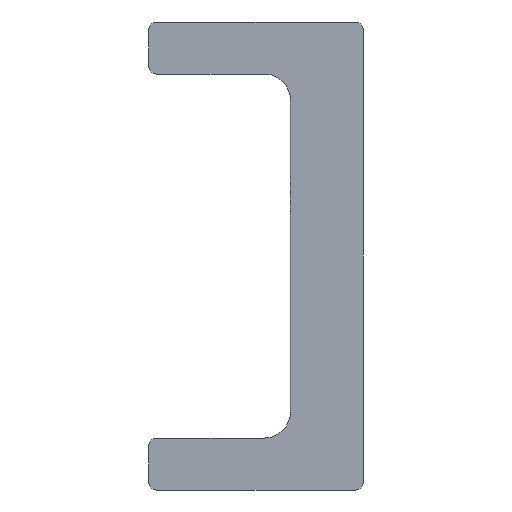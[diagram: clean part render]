
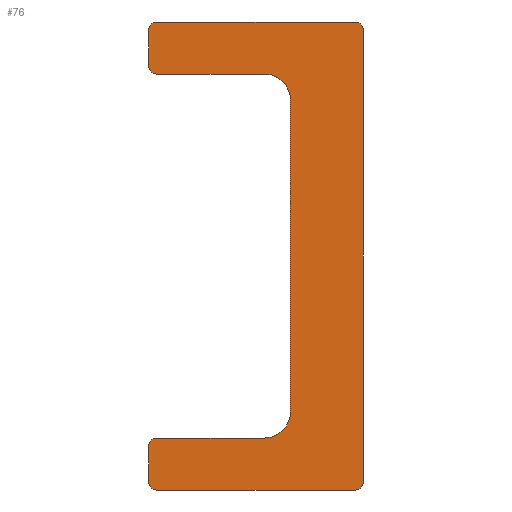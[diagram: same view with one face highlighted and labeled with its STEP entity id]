
A CAD part, front view. The second image highlights one B-rep face of the part: STEP entity #76.
In plain terms, the highlighted planar face has unit normal (0, -1, 0).
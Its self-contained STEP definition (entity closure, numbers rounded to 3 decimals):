
#76 = ADVANCED_FACE( '', ( #165 ), #166, .F. );
#165 = FACE_OUTER_BOUND( '', #256, .T. );
#166 = PLANE( '', #257 );
#256 = EDGE_LOOP( '', ( #399, #400, #401, #402, #403, #404, #405, #406, #407, #408, #409, #410, #411, #412, #413, #414 ) );
#257 = AXIS2_PLACEMENT_3D( '', #415, #416, #417 );
#399 = ORIENTED_EDGE( '', *, *, #553, .F. );
#400 = ORIENTED_EDGE( '', *, *, #538, .T. );
#401 = ORIENTED_EDGE( '', *, *, #499, .F. );
#402 = ORIENTED_EDGE( '', *, *, #522, .T. );
#403 = ORIENTED_EDGE( '', *, *, #556, .F. );
#404 = ORIENTED_EDGE( '', *, *, #548, .T. );
#405 = ORIENTED_EDGE( '', *, *, #557, .F. );
#406 = ORIENTED_EDGE( '', *, *, #558, .T. );
#407 = ORIENTED_EDGE( '', *, *, #527, .F. );
#408 = ORIENTED_EDGE( '', *, *, #517, .T. );
#409 = ORIENTED_EDGE( '', *, *, #512, .F. );
#410 = ORIENTED_EDGE( '', *, *, #509, .T. );
#411 = ORIENTED_EDGE( '', *, *, #559, .F. );
#412 = ORIENTED_EDGE( '', *, *, #560, .T. );
#413 = ORIENTED_EDGE( '', *, *, #543, .F. );
#414 = ORIENTED_EDGE( '', *, *, #561, .T. );
#415 = CARTESIAN_POINT( '', ( -4.125, 0., 9. ) );
#416 = DIRECTION( '', ( 0., 1., 0. ) );
#417 = DIRECTION( '', ( 0., 0., 1. ) );
#499 = EDGE_CURVE( '', #580, #581, #582, .T. );
#509 = EDGE_CURVE( '', #599, #597, #600, .F. );
#512 = EDGE_CURVE( '', #599, #603, #604, .T. );
#517 = EDGE_CURVE( '', #611, #603, #612, .T. );
#522 = EDGE_CURVE( '', #580, #617, #619, .F. );
#527 = EDGE_CURVE( '', #611, #627, #628, .T. );
#538 = EDGE_CURVE( '', #644, #581, #645, .F. );
#543 = EDGE_CURVE( '', #651, #653, #654, .T. );
#548 = EDGE_CURVE( '', #662, #660, #663, .F. );
#553 = EDGE_CURVE( '', #644, #670, #671, .T. );
#556 = EDGE_CURVE( '', #662, #617, #674, .T. );
#557 = EDGE_CURVE( '', #675, #660, #676, .T. );
#558 = EDGE_CURVE( '', #675, #627, #677, .T. );
#559 = EDGE_CURVE( '', #678, #597, #679, .T. );
#560 = EDGE_CURVE( '', #678, #653, #680, .F. );
#561 = EDGE_CURVE( '', #651, #670, #681, .F. );
#580 = VERTEX_POINT( '', #702 );
#581 = VERTEX_POINT( '', #703 );
#582 = LINE( '', #704, #705 );
#597 = VERTEX_POINT( '', #723 );
#599 = VERTEX_POINT( '', #726 );
#600 = CIRCLE( '', #727, 0.3 );
#603 = VERTEX_POINT( '', #731 );
#604 = LINE( '', #732, #733 );
#611 = VERTEX_POINT( '', #742 );
#612 = CIRCLE( '', #743, 1. );
#617 = VERTEX_POINT( '', #749 );
#619 = CIRCLE( '', #752, 0.3 );
#627 = VERTEX_POINT( '', #761 );
#628 = LINE( '', #762, #763 );
#644 = VERTEX_POINT( '', #780 );
#645 = CIRCLE( '', #781, 0.3 );
#651 = VERTEX_POINT( '', #789 );
#653 = VERTEX_POINT( '', #792 );
#654 = LINE( '', #793, #794 );
#660 = VERTEX_POINT( '', #801 );
#662 = VERTEX_POINT( '', #804 );
#663 = CIRCLE( '', #805, 0.3 );
#670 = VERTEX_POINT( '', #814 );
#671 = LINE( '', #815, #816 );
#674 = LINE( '', #820, #821 );
#675 = VERTEX_POINT( '', #822 );
#676 = LINE( '', #823, #824 );
#677 = CIRCLE( '', #825, 1. );
#678 = VERTEX_POINT( '', #826 );
#679 = LINE( '', #827, #828 );
#680 = CIRCLE( '', #829, 0.3 );
#681 = CIRCLE( '', #830, 0.3 );
#702 = CARTESIAN_POINT( '', ( -3.825, 0., 9. ) );
#703 = CARTESIAN_POINT( '', ( 3.825, 0., 9. ) );
#704 = CARTESIAN_POINT( '', ( -4.125, 0., 9. ) );
#705 = VECTOR( '', #855, 1000. );
#723 = CARTESIAN_POINT( '', ( -4.125, 0., -7.3 ) );
#726 = CARTESIAN_POINT( '', ( -3.825, 0., -7. ) );
#727 = AXIS2_PLACEMENT_3D( '', #869, #870, #871 );
#731 = CARTESIAN_POINT( '', ( 0.325, 0., -7. ) );
#732 = CARTESIAN_POINT( '', ( 1.325, 0., -7. ) );
#733 = VECTOR( '', #873, 1000. );
#742 = CARTESIAN_POINT( '', ( 1.325, 0., -6. ) );
#743 = AXIS2_PLACEMENT_3D( '', #879, #880, #881 );
#749 = CARTESIAN_POINT( '', ( -4.125, 0., 8.7 ) );
#752 = AXIS2_PLACEMENT_3D( '', #887, #888, #889 );
#761 = CARTESIAN_POINT( '', ( 1.325, 0., 6. ) );
#762 = CARTESIAN_POINT( '', ( 1.325, 0., 7. ) );
#763 = VECTOR( '', #897, 1000. );
#780 = CARTESIAN_POINT( '', ( 4.125, 0., 8.7 ) );
#781 = AXIS2_PLACEMENT_3D( '', #914, #915, #916 );
#789 = CARTESIAN_POINT( '', ( 3.825, 0., -9. ) );
#792 = CARTESIAN_POINT( '', ( -3.825, 0., -9. ) );
#793 = CARTESIAN_POINT( '', ( 4.125, 0., -9. ) );
#794 = VECTOR( '', #920, 1000. );
#801 = CARTESIAN_POINT( '', ( -3.825, 0., 7. ) );
#804 = CARTESIAN_POINT( '', ( -4.125, 0., 7.3 ) );
#805 = AXIS2_PLACEMENT_3D( '', #926, #927, #928 );
#814 = CARTESIAN_POINT( '', ( 4.125, 0., -8.7 ) );
#815 = CARTESIAN_POINT( '', ( 4.125, 0., 9. ) );
#816 = VECTOR( '', #934, 1000. );
#820 = CARTESIAN_POINT( '', ( -4.125, 0., -9. ) );
#821 = VECTOR( '', #936, 1000. );
#822 = CARTESIAN_POINT( '', ( 0.325, 0., 7. ) );
#823 = CARTESIAN_POINT( '', ( -4.125, 0., 7. ) );
#824 = VECTOR( '', #937, 1000. );
#825 = AXIS2_PLACEMENT_3D( '', #938, #939, #940 );
#826 = CARTESIAN_POINT( '', ( -4.125, 0., -8.7 ) );
#827 = CARTESIAN_POINT( '', ( -4.125, 0., -9. ) );
#828 = VECTOR( '', #941, 1000. );
#829 = AXIS2_PLACEMENT_3D( '', #942, #943, #944 );
#830 = AXIS2_PLACEMENT_3D( '', #945, #946, #947 );
#855 = DIRECTION( '', ( 1., 0., 0. ) );
#869 = CARTESIAN_POINT( '', ( -3.825, 0., -7.3 ) );
#870 = DIRECTION( '', ( 0., 1., 0. ) );
#871 = DIRECTION( '', ( 0., 0., 1. ) );
#873 = DIRECTION( '', ( 1., 0., 0. ) );
#879 = CARTESIAN_POINT( '', ( 0.325, 0., -6. ) );
#880 = DIRECTION( '', ( 0., 1., 0. ) );
#881 = DIRECTION( '', ( 0., 0., 1. ) );
#887 = CARTESIAN_POINT( '', ( -3.825, 0., 8.7 ) );
#888 = DIRECTION( '', ( 0., 1., 0. ) );
#889 = DIRECTION( '', ( 0., 0., 1. ) );
#897 = DIRECTION( '', ( 0., 0., 1. ) );
#914 = CARTESIAN_POINT( '', ( 3.825, 0., 8.7 ) );
#915 = DIRECTION( '', ( 0., 1., 0. ) );
#916 = DIRECTION( '', ( 0., 0., 1. ) );
#920 = DIRECTION( '', ( -1., 0., 0. ) );
#926 = CARTESIAN_POINT( '', ( -3.825, 0., 7.3 ) );
#927 = DIRECTION( '', ( 0., 1., 0. ) );
#928 = DIRECTION( '', ( 0., 0., 1. ) );
#934 = DIRECTION( '', ( 0., 0., -1. ) );
#936 = DIRECTION( '', ( 0., 0., 1. ) );
#937 = DIRECTION( '', ( -1., 0., 0. ) );
#938 = CARTESIAN_POINT( '', ( 0.325, 0., 6. ) );
#939 = DIRECTION( '', ( 0., 1., 0. ) );
#940 = DIRECTION( '', ( 0., 0., 1. ) );
#941 = DIRECTION( '', ( 0., 0., 1. ) );
#942 = CARTESIAN_POINT( '', ( -3.825, 0., -8.7 ) );
#943 = DIRECTION( '', ( 0., 1., 0. ) );
#944 = DIRECTION( '', ( 0., 0., 1. ) );
#945 = CARTESIAN_POINT( '', ( 3.825, 0., -8.7 ) );
#946 = DIRECTION( '', ( 0., 1., 0. ) );
#947 = DIRECTION( '', ( 0., 0., 1. ) );
